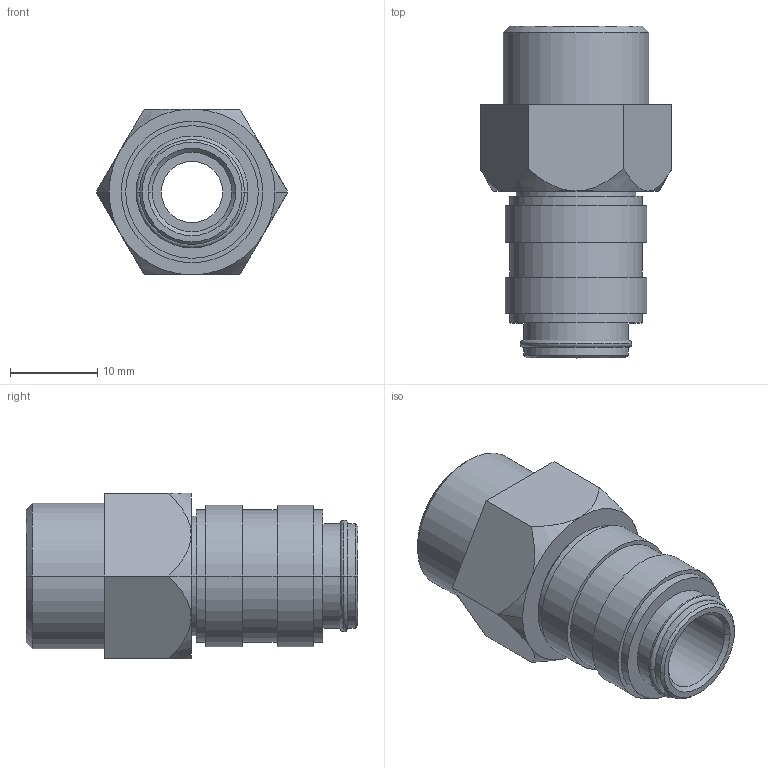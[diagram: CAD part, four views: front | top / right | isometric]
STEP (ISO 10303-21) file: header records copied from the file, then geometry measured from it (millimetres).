
FILE_DESCRIPTION(('STEP AP214'),'1');
FILE_NAME('ESME_38_AAB.stp','2020-08-17T11:37:33',('TraceParts'),('TraceParts S.A.'),'Spatial InterOp 3D',' ',' ');
FILE_SCHEMA(('AUTOMOTIVE_DESIGN { 1 0 10303 214 1 1 1 1 }'));
Length unit declared in the file: millimetre
Products named in the file (1): ESME_38_AAB
Bounding box: 21.94 x 38 x 19 mm (x, y, z)
Volume: 6545 mm3; surface area: 3622.5 mm2
Topology: 1 solids, 1 shells, 57 faces, 118 edges, 72 vertices
Faces by surface type: cylinder 22, plane 17, cone 14, torus 4
Entity records: 2004 total; most frequent: CARTESIAN_POINT 296, DIRECTION 286, ORIENTED_EDGE 236, AXIS2_PLACEMENT_3D 122, EDGE_CURVE 118, VERTEX_POINT 72, EDGE_LOOP 68, CIRCLE 64
